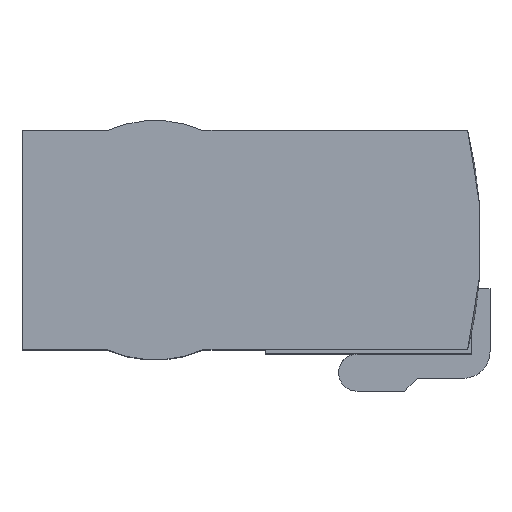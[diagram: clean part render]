
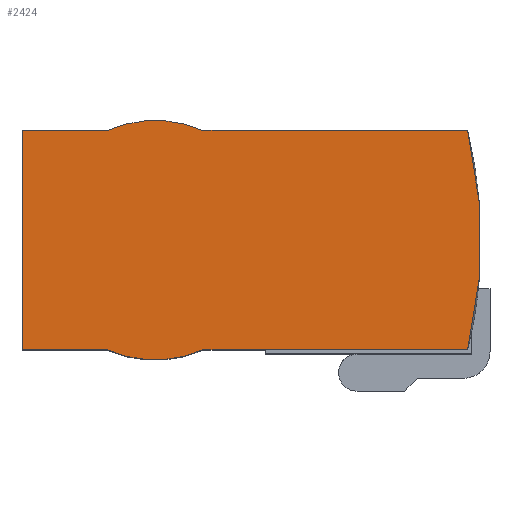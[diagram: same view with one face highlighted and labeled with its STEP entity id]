
A CAD part, top view. The second image highlights one B-rep face of the part: STEP entity #2424.
In plain terms, the highlighted planar face has unit normal (0, 0, 1).
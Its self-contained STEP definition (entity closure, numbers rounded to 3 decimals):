
#2099=CARTESIAN_POINT('Vertex',(24.002,-54.99,289.)) ;
#2102=CARTESIAN_POINT('Axis2P3D Location',(0.,0.,289.)) ;
#2106=CARTESIAN_POINT('Vertex',(-24.002,-54.99,289.)) ;
#2126=CARTESIAN_POINT('Line Origine',(-45.351,-54.99,289.)) ;
#2130=CARTESIAN_POINT('Vertex',(-66.7,-54.99,289.)) ;
#2150=CARTESIAN_POINT('Line Origine',(-66.7,0.,289.)) ;
#2154=CARTESIAN_POINT('Vertex',(-66.7,54.99,289.)) ;
#2178=CARTESIAN_POINT('Vertex',(-24.002,54.99,289.)) ;
#2181=CARTESIAN_POINT('Line Origine',(-45.351,54.99,289.)) ;
#2197=CARTESIAN_POINT('Vertex',(24.002,54.99,289.)) ;
#2200=CARTESIAN_POINT('Axis2P3D Location',(0.,0.,289.)) ;
#2212=CARTESIAN_POINT('Line Origine',(90.316,54.99,289.)) ;
#2216=CARTESIAN_POINT('Vertex',(156.63,54.99,289.)) ;
#2278=CARTESIAN_POINT('Axis2P3D Location',(-66.7,0.,289.)) ;
#2282=CARTESIAN_POINT('Vertex',(156.63,-54.99,289.)) ;
#2338=CARTESIAN_POINT('Line Origine',(90.316,-54.99,289.)) ;
#2409=CARTESIAN_POINT('Axis2P3D Location',(30.,0.,289.)) ;
#2128=VECTOR('Line Direction',#2127,1.) ;
#2152=VECTOR('Line Direction',#2151,1.) ;
#2183=VECTOR('Line Direction',#2182,1.) ;
#2214=VECTOR('Line Direction',#2213,1.) ;
#2340=VECTOR('Line Direction',#2339,1.) ;
#2103=DIRECTION('Axis2P3D Direction',(0.,0.,-1.)) ;
#2127=DIRECTION('Vector Direction',(-1.,0.,0.)) ;
#2151=DIRECTION('Vector Direction',(0.,1.,0.)) ;
#2182=DIRECTION('Vector Direction',(1.,0.,0.)) ;
#2201=DIRECTION('Axis2P3D Direction',(0.,0.,-1.)) ;
#2213=DIRECTION('Vector Direction',(1.,0.,0.)) ;
#2279=DIRECTION('Axis2P3D Direction',(0.,0.,1.)) ;
#2339=DIRECTION('Vector Direction',(-1.,0.,0.)) ;
#2410=DIRECTION('Axis2P3D Direction',(0.,0.,1.)) ;
#2411=DIRECTION('Axis2P3D XDirection',(1.,0.,0.)) ;
#2104=AXIS2_PLACEMENT_3D('Circle Axis2P3D',#2102,#2103,$) ;
#2202=AXIS2_PLACEMENT_3D('Circle Axis2P3D',#2200,#2201,$) ;
#2280=AXIS2_PLACEMENT_3D('Circle Axis2P3D',#2278,#2279,$) ;
#2412=AXIS2_PLACEMENT_3D('Plane Axis2P3D',#2409,#2410,#2411) ;
#2129=LINE('Line',#2126,#2128) ;
#2153=LINE('Line',#2150,#2152) ;
#2184=LINE('Line',#2181,#2183) ;
#2215=LINE('Line',#2212,#2214) ;
#2341=LINE('Line',#2338,#2340) ;
#2105=CIRCLE('generated circle',#2104,60.) ;
#2203=CIRCLE('generated circle',#2202,60.) ;
#2281=CIRCLE('generated circle',#2280,230.) ;
#2413=PLANE('',#2412) ;
#2108=EDGE_CURVE('',#2100,#2107,#2105,.T.) ;
#2132=EDGE_CURVE('',#2107,#2131,#2129,.T.) ;
#2156=EDGE_CURVE('',#2131,#2155,#2153,.T.) ;
#2185=EDGE_CURVE('',#2155,#2179,#2184,.T.) ;
#2204=EDGE_CURVE('',#2179,#2198,#2203,.T.) ;
#2218=EDGE_CURVE('',#2198,#2217,#2215,.T.) ;
#2284=EDGE_CURVE('',#2217,#2283,#2281,.F.) ;
#2342=EDGE_CURVE('',#2283,#2100,#2341,.T.) ;
#2415=ORIENTED_EDGE('',*,*,#2108,.F.) ;
#2416=ORIENTED_EDGE('',*,*,#2342,.F.) ;
#2417=ORIENTED_EDGE('',*,*,#2284,.F.) ;
#2418=ORIENTED_EDGE('',*,*,#2218,.F.) ;
#2419=ORIENTED_EDGE('',*,*,#2204,.F.) ;
#2420=ORIENTED_EDGE('',*,*,#2185,.F.) ;
#2421=ORIENTED_EDGE('',*,*,#2156,.F.) ;
#2422=ORIENTED_EDGE('',*,*,#2132,.F.) ;
#2414=EDGE_LOOP('',(#2415,#2416,#2417,#2418,#2419,#2420,#2421,#2422)) ;
#2100=VERTEX_POINT('',#2099) ;
#2107=VERTEX_POINT('',#2106) ;
#2131=VERTEX_POINT('',#2130) ;
#2155=VERTEX_POINT('',#2154) ;
#2179=VERTEX_POINT('',#2178) ;
#2198=VERTEX_POINT('',#2197) ;
#2217=VERTEX_POINT('',#2216) ;
#2283=VERTEX_POINT('',#2282) ;
#2424=ADVANCED_FACE('LUMP1',(#2423),#2413,.T.) ;
#2423=FACE_OUTER_BOUND('',#2414,.T.) ;
